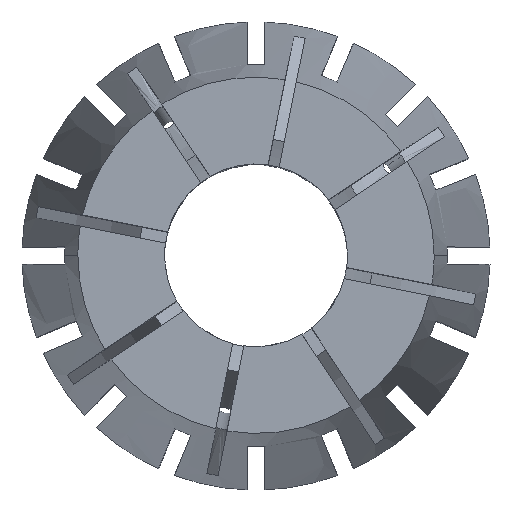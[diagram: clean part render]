
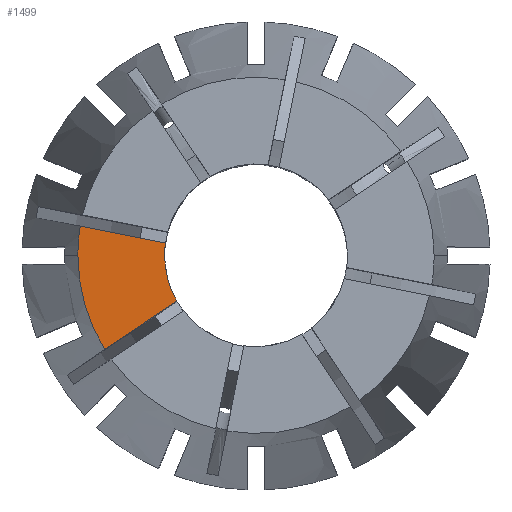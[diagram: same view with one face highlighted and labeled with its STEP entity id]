
A CAD part, top view. The second image highlights one B-rep face of the part: STEP entity #1499.
In plain terms, the highlighted planar face has unit normal (0, 0, 1).
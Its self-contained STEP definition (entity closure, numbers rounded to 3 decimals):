
#2 = CARTESIAN_POINT ( 'NONE',  ( -6.917, -4.02, 0. ) ) ;
#5 = DIRECTION ( 'NONE',  ( 1., 0., 0. ) ) ;
#19 = DIRECTION ( 'NONE',  ( -1., 0., 0. ) ) ;
#159 = DIRECTION ( 'NONE',  ( 0., 0., 1. ) ) ;
#365 = AXIS2_PLACEMENT_3D ( 'NONE', #5545, #5081, #19 ) ;
#973 = EDGE_CURVE ( 'NONE', #3645, #6347, #6893, .T. ) ;
#998 = CARTESIAN_POINT ( 'NONE',  ( -0.098, -0.49, 0. ) ) ;
#1189 = CARTESIAN_POINT ( 'NONE',  ( 0., 0., 0. ) ) ;
#1230 = DIRECTION ( 'NONE',  ( 1., 0., 0. ) ) ;
#1499 = ADVANCED_FACE ( 'NONE', ( #4243 ), #6556, .F. ) ;
#1515 = EDGE_CURVE ( 'NONE', #6347, #5215, #2731, .T. ) ;
#1600 = VECTOR ( 'NONE', #2841, 1000. ) ;
#1665 = LINE ( 'NONE', #998, #5892 ) ;
#1739 = AXIS2_PLACEMENT_3D ( 'NONE', #4478, #159, #1230 ) ;
#1742 = CARTESIAN_POINT ( 'NONE',  ( 0., 0., 0. ) ) ;
#1744 = CARTESIAN_POINT ( 'NONE',  ( -0.278, 0.416, 0. ) ) ;
#1895 = EDGE_CURVE ( 'NONE', #4956, #3645, #6698, .T. ) ;
#2575 = VERTEX_POINT ( 'NONE', #6369 ) ;
#2731 = LINE ( 'NONE', #1744, #1600 ) ;
#2747 = ORIENTED_EDGE ( 'NONE', *, *, #5877, .F. ) ;
#2841 = DIRECTION ( 'NONE',  ( 0.831, 0.556, 0. ) ) ;
#2861 = DIRECTION ( 'NONE',  ( 1., 0., 0. ) ) ;
#2885 = EDGE_CURVE ( 'NONE', #7227, #2575, #7134, .T. ) ;
#3009 = CARTESIAN_POINT ( 'NONE',  ( -7.928, 1.067, 0. ) ) ;
#3645 = VERTEX_POINT ( 'NONE', #4640 ) ;
#3775 = DIRECTION ( 'NONE',  ( 0.981, -0.195, 0. ) ) ;
#3800 = AXIS2_PLACEMENT_3D ( 'NONE', #4863, #5998, #5 ) ;
#3839 = EDGE_CURVE ( 'NONE', #4956, #7227, #1665, .T. ) ;
#4059 = EDGE_LOOP ( 'NONE', ( #4323, #7186, #4359, #4140, #2747, #5227 ) ) ;
#4140 = ORIENTED_EDGE ( 'NONE', *, *, #1515, .T. ) ;
#4243 = FACE_OUTER_BOUND ( 'NONE', #4059, .T. ) ;
#4323 = ORIENTED_EDGE ( 'NONE', *, *, #3839, .F. ) ;
#4359 = ORIENTED_EDGE ( 'NONE', *, *, #973, .T. ) ;
#4478 = CARTESIAN_POINT ( 'NONE',  ( 0., 0., 0. ) ) ;
#4575 = AXIS2_PLACEMENT_3D ( 'NONE', #1742, #5162, #5696 ) ;
#4640 = CARTESIAN_POINT ( 'NONE',  ( -15.595, 0., 0. ) ) ;
#4750 = CARTESIAN_POINT ( 'NONE',  ( -15.385, 2.551, 0. ) ) ;
#4863 = CARTESIAN_POINT ( 'NONE',  ( 0., 0., 0. ) ) ;
#4956 = VERTEX_POINT ( 'NONE', #4750 ) ;
#5081 = DIRECTION ( 'NONE',  ( 0., 0., -1. ) ) ;
#5133 = DIRECTION ( 'NONE',  ( 0., 0., 1. ) ) ;
#5162 = DIRECTION ( 'NONE',  ( 0., 0., 1. ) ) ;
#5215 = VERTEX_POINT ( 'NONE', #2 ) ;
#5227 = ORIENTED_EDGE ( 'NONE', *, *, #2885, .F. ) ;
#5545 = CARTESIAN_POINT ( 'NONE',  ( 0., 0., 0. ) ) ;
#5656 = CARTESIAN_POINT ( 'NONE',  ( -13.238, -8.244, 0. ) ) ;
#5696 = DIRECTION ( 'NONE',  ( 1., 0., 0. ) ) ;
#5831 = AXIS2_PLACEMENT_3D ( 'NONE', #1189, #5133, #2861 ) ;
#5877 = EDGE_CURVE ( 'NONE', #2575, #5215, #6263, .T. ) ;
#5892 = VECTOR ( 'NONE', #3775, 1000. ) ;
#5998 = DIRECTION ( 'NONE',  ( 0., 0., 1. ) ) ;
#6263 = CIRCLE ( 'NONE', #4575, 8. ) ;
#6347 = VERTEX_POINT ( 'NONE', #5656 ) ;
#6369 = CARTESIAN_POINT ( 'NONE',  ( -8., 0., 0. ) ) ;
#6556 = PLANE ( 'NONE',  #365 ) ;
#6698 = CIRCLE ( 'NONE', #3800, 15.595 ) ;
#6893 = CIRCLE ( 'NONE', #5831, 15.595 ) ;
#7134 = CIRCLE ( 'NONE', #1739, 8. ) ;
#7186 = ORIENTED_EDGE ( 'NONE', *, *, #1895, .T. ) ;
#7227 = VERTEX_POINT ( 'NONE', #3009 ) ;
